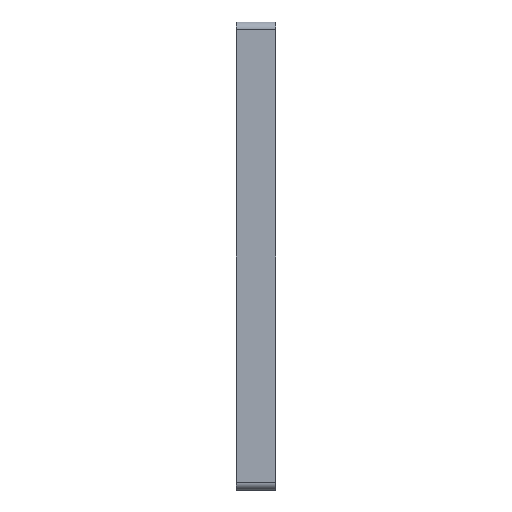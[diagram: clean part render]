
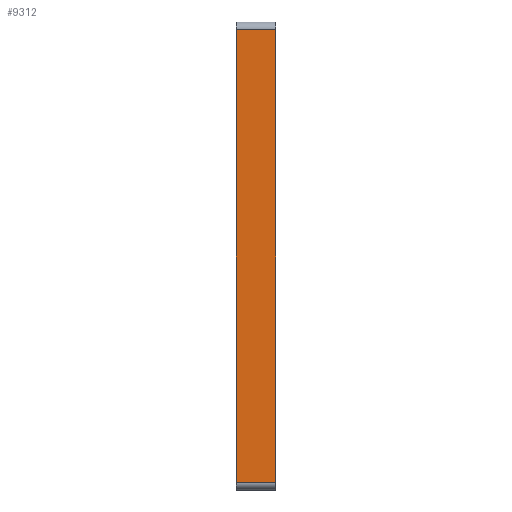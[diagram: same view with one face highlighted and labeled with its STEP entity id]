
A CAD part, left-side view. The second image highlights one B-rep face of the part: STEP entity #9312.
In plain terms, the highlighted planar face has unit normal (-1, 0, 0).
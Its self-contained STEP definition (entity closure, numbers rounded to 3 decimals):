
#535 = LINE ( 'NONE', #11942, #2620 ) ;
#610 = CARTESIAN_POINT ( 'NONE',  ( -60., 10., -58. ) ) ;
#704 = EDGE_CURVE ( 'NONE', #7366, #1546, #12840, .T. ) ;
#821 = VECTOR ( 'NONE', #5131, 1000. ) ;
#943 = DIRECTION ( 'NONE',  ( 0., 0., 1. ) ) ;
#1546 = VERTEX_POINT ( 'NONE', #5916 ) ;
#1828 = DIRECTION ( 'NONE',  ( 0., -1., 0. ) ) ;
#2024 = LINE ( 'NONE', #5396, #13541 ) ;
#2477 = CARTESIAN_POINT ( 'NONE',  ( -60., 0., -58. ) ) ;
#2620 = VECTOR ( 'NONE', #943, 1000. ) ;
#3439 = CARTESIAN_POINT ( 'NONE',  ( -60., 10., -60. ) ) ;
#3799 = VECTOR ( 'NONE', #1828, 1000. ) ;
#4240 = ORIENTED_EDGE ( 'NONE', *, *, #11553, .T. ) ;
#4645 = CARTESIAN_POINT ( 'NONE',  ( -60., 10., -58. ) ) ;
#4935 = VERTEX_POINT ( 'NONE', #4645 ) ;
#5131 = DIRECTION ( 'NONE',  ( 0., 0., 1. ) ) ;
#5243 = ORIENTED_EDGE ( 'NONE', *, *, #10707, .T. ) ;
#5396 = CARTESIAN_POINT ( 'NONE',  ( -60., 10., 58. ) ) ;
#5916 = CARTESIAN_POINT ( 'NONE',  ( -60., 0., 58. ) ) ;
#6046 = LINE ( 'NONE', #610, #3799 ) ;
#6918 = EDGE_LOOP ( 'NONE', ( #13781, #4240, #8424, #5243 ) ) ;
#7366 = VERTEX_POINT ( 'NONE', #2477 ) ;
#8424 = ORIENTED_EDGE ( 'NONE', *, *, #704, .T. ) ;
#9312 = ADVANCED_FACE ( 'NONE', ( #10034 ), #11315, .F. ) ;
#9895 = VERTEX_POINT ( 'NONE', #10068 ) ;
#9910 = DIRECTION ( 'NONE',  ( 0., 1., 0. ) ) ;
#10034 = FACE_OUTER_BOUND ( 'NONE', #6918, .T. ) ;
#10068 = CARTESIAN_POINT ( 'NONE',  ( -60., 10., 58. ) ) ;
#10707 = EDGE_CURVE ( 'NONE', #1546, #9895, #2024, .T. ) ;
#11021 = AXIS2_PLACEMENT_3D ( 'NONE', #3439, #12347, #11267 ) ;
#11029 = EDGE_CURVE ( 'NONE', #4935, #9895, #535, .T. ) ;
#11267 = DIRECTION ( 'NONE',  ( 0., 0., -1. ) ) ;
#11315 = PLANE ( 'NONE',  #11021 ) ;
#11553 = EDGE_CURVE ( 'NONE', #4935, #7366, #6046, .T. ) ;
#11942 = CARTESIAN_POINT ( 'NONE',  ( -60., 10., -60. ) ) ;
#12347 = DIRECTION ( 'NONE',  ( 1., 0., 0. ) ) ;
#12840 = LINE ( 'NONE', #13030, #821 ) ;
#13030 = CARTESIAN_POINT ( 'NONE',  ( -60., 0., -60. ) ) ;
#13541 = VECTOR ( 'NONE', #9910, 1000. ) ;
#13781 = ORIENTED_EDGE ( 'NONE', *, *, #11029, .F. ) ;
